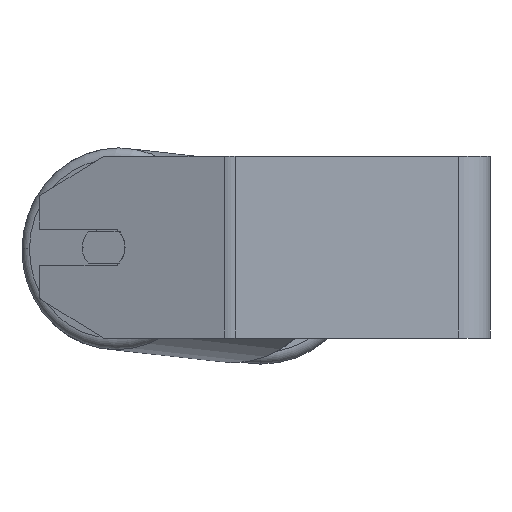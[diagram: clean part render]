
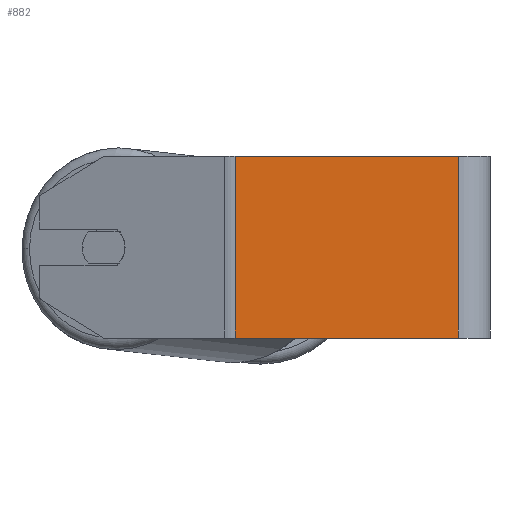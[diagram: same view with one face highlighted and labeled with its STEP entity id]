
A CAD part, left-side view. The second image highlights one B-rep face of the part: STEP entity #882.
In plain terms, the highlighted planar face has unit normal (-1, 0, 0).
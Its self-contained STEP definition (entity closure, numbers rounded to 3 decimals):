
#16 = EDGE_CURVE ( 'NONE', #692, #7701, #6817, .T. ) ;
#64 = DIRECTION ( 'NONE',  ( 0., -1., 0. ) ) ;
#105 = EDGE_CURVE ( 'NONE', #7232, #526, #1194, .T. ) ;
#125 = CARTESIAN_POINT ( 'NONE',  ( -300., 112.316, 40. ) ) ;
#305 = DIRECTION ( 'NONE',  ( 0., 0., -1. ) ) ;
#439 = CARTESIAN_POINT ( 'NONE',  ( -300., 14., 40. ) ) ;
#526 = VERTEX_POINT ( 'NONE', #5713 ) ;
#609 = DIRECTION ( 'NONE',  ( 0., -1., 0. ) ) ;
#692 = VERTEX_POINT ( 'NONE', #125 ) ;
#812 = PLANE ( 'NONE',  #5570 ) ;
#882 = ADVANCED_FACE ( 'NONE', ( #3317 ), #812, .F. ) ;
#990 = CARTESIAN_POINT ( 'NONE',  ( -300., 112.316, 40. ) ) ;
#1156 = CARTESIAN_POINT ( 'NONE',  ( -300., 14., 40. ) ) ;
#1194 = LINE ( 'NONE', #1156, #2007 ) ;
#1678 = ORIENTED_EDGE ( 'NONE', *, *, #105, .F. ) ;
#1985 = ORIENTED_EDGE ( 'NONE', *, *, #16, .T. ) ;
#2007 = VECTOR ( 'NONE', #4389, 1000. ) ;
#2601 = VECTOR ( 'NONE', #64, 1000. ) ;
#3239 = LINE ( 'NONE', #7783, #8375 ) ;
#3317 = FACE_OUTER_BOUND ( 'NONE', #8099, .T. ) ;
#3776 = CARTESIAN_POINT ( 'NONE',  ( -300., 112.316, -40. ) ) ;
#4158 = EDGE_CURVE ( 'NONE', #7701, #526, #4505, .T. ) ;
#4389 = DIRECTION ( 'NONE',  ( 0., 0., -1. ) ) ;
#4505 = LINE ( 'NONE', #5268, #2601 ) ;
#5027 = VECTOR ( 'NONE', #305, 1000. ) ;
#5268 = CARTESIAN_POINT ( 'NONE',  ( -300., 114.785, -40. ) ) ;
#5570 = AXIS2_PLACEMENT_3D ( 'NONE', #5912, #6592, #7981 ) ;
#5713 = CARTESIAN_POINT ( 'NONE',  ( -300., 14., -40. ) ) ;
#5912 = CARTESIAN_POINT ( 'NONE',  ( -300., 114.785, 40. ) ) ;
#6592 = DIRECTION ( 'NONE',  ( 1., 0., 0. ) ) ;
#6717 = ORIENTED_EDGE ( 'NONE', *, *, #4158, .T. ) ;
#6817 = LINE ( 'NONE', #990, #5027 ) ;
#7232 = VERTEX_POINT ( 'NONE', #439 ) ;
#7372 = EDGE_CURVE ( 'NONE', #692, #7232, #3239, .T. ) ;
#7701 = VERTEX_POINT ( 'NONE', #3776 ) ;
#7783 = CARTESIAN_POINT ( 'NONE',  ( -300., 114.785, 40. ) ) ;
#7976 = ORIENTED_EDGE ( 'NONE', *, *, #7372, .F. ) ;
#7981 = DIRECTION ( 'NONE',  ( 0., 0., -1. ) ) ;
#8099 = EDGE_LOOP ( 'NONE', ( #6717, #1678, #7976, #1985 ) ) ;
#8375 = VECTOR ( 'NONE', #609, 1000. ) ;
